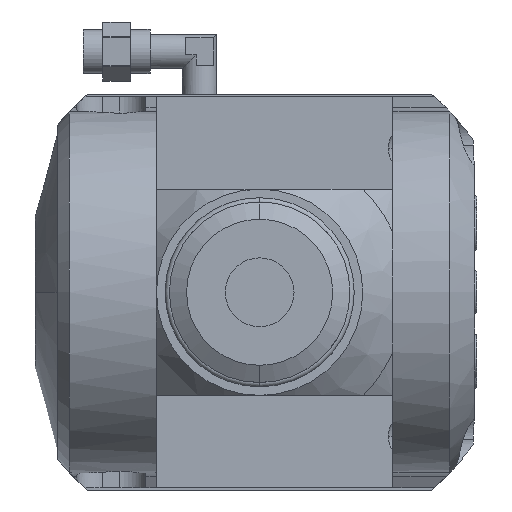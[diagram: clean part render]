
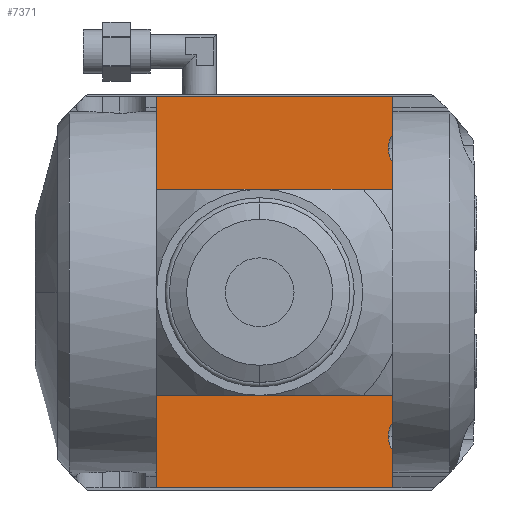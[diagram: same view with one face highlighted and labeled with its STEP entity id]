
A CAD part, left-side view. The second image highlights one B-rep face of the part: STEP entity #7371.
In plain terms, the highlighted planar face has unit normal (-1, 0, 0).
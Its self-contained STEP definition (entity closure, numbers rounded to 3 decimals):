
#337=DIRECTION('',(0.,-1.,0.));
#338=VECTOR('',#337,55.);
#339=CARTESIAN_POINT('',(-29.8,24.,45.5));
#340=LINE('',#339,#338);
#533=DIRECTION('',(0.,1.,0.));
#534=VECTOR('',#533,55.);
#535=CARTESIAN_POINT('',(-29.8,-31.,-45.5));
#536=LINE('',#535,#534);
#961=DIRECTION('',(0.,0.,1.));
#962=VECTOR('',#961,91.);
#963=CARTESIAN_POINT('',(-29.8,24.,-45.5));
#964=LINE('',#963,#962);
#1442=CARTESIAN_POINT('',(-29.8,-35.5,-33.5));
#1443=DIRECTION('',(1.,0.,0.));
#1444=DIRECTION('',(0.,1.,0.));
#1445=AXIS2_PLACEMENT_3D('',#1442,#1443,#1444);
#1603=DIRECTION('',(0.,0.,1.));
#1604=VECTOR('',#1603,8.697);
#1605=CARTESIAN_POINT('',(-29.8,-31.,-45.5));
#1606=LINE('',#1605,#1604);
#1607=DIRECTION('',(0.,0.,1.));
#1608=VECTOR('',#1607,60.394);
#1609=CARTESIAN_POINT('',(-29.8,-31.,-30.197));
#1610=LINE('',#1609,#1608);
#1611=DIRECTION('',(0.,0.,1.));
#1612=VECTOR('',#1611,8.697);
#1613=CARTESIAN_POINT('',(-29.8,-31.,36.803));
#1614=LINE('',#1613,#1612);
#2515=CARTESIAN_POINT('',(-29.8,-35.5,-33.5));
#2516=DIRECTION('',(1.,0.,0.));
#2517=DIRECTION('',(0.,0.806,-0.592));
#2518=AXIS2_PLACEMENT_3D('',#2515,#2516,#2517);
#2901=CARTESIAN_POINT('',(-29.8,-35.5,33.5));
#2902=DIRECTION('',(1.,0.,0.));
#2903=DIRECTION('',(0.,0.806,-0.592));
#2904=AXIS2_PLACEMENT_3D('',#2901,#2902,#2903);
#2968=CARTESIAN_POINT('',(-29.8,-35.5,33.5));
#2969=DIRECTION('',(1.,0.,0.));
#2970=DIRECTION('',(0.,1.,0.));
#2971=AXIS2_PLACEMENT_3D('',#2968,#2969,#2970);
#5389=CARTESIAN_POINT('',(-29.8,24.,-45.5));
#5390=CARTESIAN_POINT('',(-29.8,24.,45.5));
#5391=VERTEX_POINT('',#5389);
#5392=VERTEX_POINT('',#5390);
#5393=CARTESIAN_POINT('',(-29.8,-31.,45.5));
#5394=VERTEX_POINT('',#5393);
#5395=CARTESIAN_POINT('',(-29.8,-31.,-45.5));
#5396=VERTEX_POINT('',#5395);
#5496=CARTESIAN_POINT('',(-29.8,-31.,30.197));
#5497=CARTESIAN_POINT('',(-29.8,-29.918,33.5));
#5498=VERTEX_POINT('',#5496);
#5499=VERTEX_POINT('',#5497);
#5500=CARTESIAN_POINT('',(-29.8,-31.,36.803));
#5501=VERTEX_POINT('',#5500);
#5508=CARTESIAN_POINT('',(-29.8,-29.918,-33.5));
#5509=CARTESIAN_POINT('',(-29.8,-31.,-30.197));
#5510=VERTEX_POINT('',#5508);
#5511=VERTEX_POINT('',#5509);
#5512=CARTESIAN_POINT('',(-29.8,-31.,-36.803));
#5513=VERTEX_POINT('',#5512);
#7347=CARTESIAN_POINT('',(-29.8,24.,-57.));
#7348=DIRECTION('',(1.,0.,0.));
#7349=DIRECTION('',(0.,0.,1.));
#7350=AXIS2_PLACEMENT_3D('',#7347,#7348,#7349);
#7351=PLANE('',#7350);
#7353=ORIENTED_EDGE('',*,*,#7352,.F.);
#7355=ORIENTED_EDGE('',*,*,#7354,.F.);
#7357=ORIENTED_EDGE('',*,*,#7356,.F.);
#7358=ORIENTED_EDGE('',*,*,#6743,.T.);
#7359=ORIENTED_EDGE('',*,*,#6996,.T.);
#7360=ORIENTED_EDGE('',*,*,#6601,.T.);
#7362=ORIENTED_EDGE('',*,*,#7361,.F.);
#7364=ORIENTED_EDGE('',*,*,#7363,.F.);
#7366=ORIENTED_EDGE('',*,*,#7365,.F.);
#7368=ORIENTED_EDGE('',*,*,#7367,.F.);
#7369=EDGE_LOOP('',(#7353,#7355,#7357,#7358,#7359,#7360,#7362,#7364,#7366,
#7368));
#7370=FACE_OUTER_BOUND('',#7369,.F.);
#7371=ADVANCED_FACE('',(#7370),#7351,.F.);
#1446=CIRCLE('',#1445,5.582);
#2519=CIRCLE('',#2518,5.582);
#2905=CIRCLE('',#2904,5.582);
#2972=CIRCLE('',#2971,5.582);
#6601=EDGE_CURVE('',#5392,#5394,#340,.T.);
#6743=EDGE_CURVE('',#5396,#5391,#536,.T.);
#6996=EDGE_CURVE('',#5391,#5392,#964,.T.);
#7352=EDGE_CURVE('',#5510,#5511,#1446,.T.);
#7354=EDGE_CURVE('',#5513,#5510,#2519,.T.);
#7356=EDGE_CURVE('',#5396,#5513,#1606,.T.);
#7361=EDGE_CURVE('',#5501,#5394,#1614,.T.);
#7363=EDGE_CURVE('',#5499,#5501,#2972,.T.);
#7365=EDGE_CURVE('',#5498,#5499,#2905,.T.);
#7367=EDGE_CURVE('',#5511,#5498,#1610,.T.);
